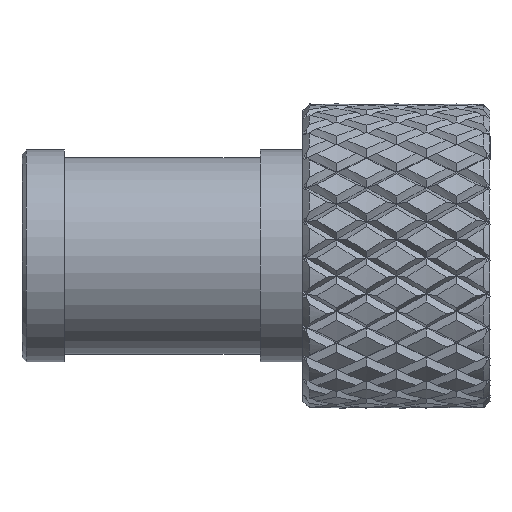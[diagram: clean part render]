
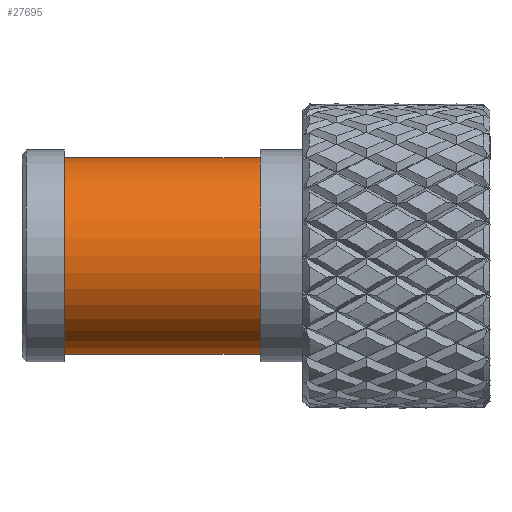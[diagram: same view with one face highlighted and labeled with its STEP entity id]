
A CAD part, top view. The second image highlights one B-rep face of the part: STEP entity #27695.
In plain terms, the highlighted cylindrical face has radius 2.943 mm (diameter 5.886 mm), a partial arc.
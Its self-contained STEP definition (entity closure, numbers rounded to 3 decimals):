
#2406 = ORIENTED_EDGE ( 'NONE', *, *, #44123, .F. ) ;
#3328 = CARTESIAN_POINT ( 'NONE',  ( -5.731, 0., 0. ) ) ;
#4303 = AXIS2_PLACEMENT_3D ( 'NONE', #23692, #17115, #13860 ) ;
#6334 = CARTESIAN_POINT ( 'NONE',  ( 0.124, 2.943, 0. ) ) ;
#6926 = VECTOR ( 'NONE', #34488, 1000. ) ;
#7918 = CARTESIAN_POINT ( 'NONE',  ( 0.124, -2.943, 0. ) ) ;
#13860 = DIRECTION ( 'NONE',  ( 0., -1., 0. ) ) ;
#17115 = DIRECTION ( 'NONE',  ( -1., 0., 0. ) ) ;
#17453 = ORIENTED_EDGE ( 'NONE', *, *, #21711, .F. ) ;
#17639 = AXIS2_PLACEMENT_3D ( 'NONE', #22498, #30244, #36820 ) ;
#17962 = EDGE_LOOP ( 'NONE', ( #25020, #37170, #2406, #17453 ) ) ;
#19393 = VERTEX_POINT ( 'NONE', #35299 ) ;
#19469 = EDGE_CURVE ( 'NONE', #40634, #29224, #31957, .T. ) ;
#20869 = DIRECTION ( 'NONE',  ( 0., -1., 0. ) ) ;
#21711 = EDGE_CURVE ( 'NONE', #40634, #33025, #31205, .T. ) ;
#22498 = CARTESIAN_POINT ( 'NONE',  ( -7., 0., 0. ) ) ;
#23692 = CARTESIAN_POINT ( 'NONE',  ( 0.124, 0., 0. ) ) ;
#24405 = CARTESIAN_POINT ( 'NONE',  ( -7., 2.943, 0. ) ) ;
#24469 = CIRCLE ( 'NONE', #27473, 2.943 ) ;
#25020 = ORIENTED_EDGE ( 'NONE', *, *, #19469, .T. ) ;
#25095 = DIRECTION ( 'NONE',  ( -1., 0., 0. ) ) ;
#26237 = EDGE_CURVE ( 'NONE', #29224, #19393, #42672, .T. ) ;
#26246 = CARTESIAN_POINT ( 'NONE',  ( -5.731, -2.943, 0. ) ) ;
#27473 = AXIS2_PLACEMENT_3D ( 'NONE', #3328, #28616, #20869 ) ;
#27695 = ADVANCED_FACE ( 'NONE', ( #29323 ), #40776, .T. ) ;
#28616 = DIRECTION ( 'NONE',  ( -1., 0., 0. ) ) ;
#28854 = VECTOR ( 'NONE', #25095, 1000. ) ;
#29224 = VERTEX_POINT ( 'NONE', #6334 ) ;
#29323 = FACE_OUTER_BOUND ( 'NONE', #17962, .T. ) ;
#30244 = DIRECTION ( 'NONE',  ( -1., 0., 0. ) ) ;
#31205 = LINE ( 'NONE', #34267, #6926 ) ;
#31957 = CIRCLE ( 'NONE', #4303, 2.943 ) ;
#33025 = VERTEX_POINT ( 'NONE', #26246 ) ;
#34267 = CARTESIAN_POINT ( 'NONE',  ( -7., -2.943, 0. ) ) ;
#34488 = DIRECTION ( 'NONE',  ( -1., 0., 0. ) ) ;
#35299 = CARTESIAN_POINT ( 'NONE',  ( -5.731, 2.943, 0. ) ) ;
#36820 = DIRECTION ( 'NONE',  ( 0., -1., 0. ) ) ;
#37170 = ORIENTED_EDGE ( 'NONE', *, *, #26237, .T. ) ;
#40634 = VERTEX_POINT ( 'NONE', #7918 ) ;
#40776 = CYLINDRICAL_SURFACE ( 'NONE', #17639, 2.943 ) ;
#42672 = LINE ( 'NONE', #24405, #28854 ) ;
#44123 = EDGE_CURVE ( 'NONE', #33025, #19393, #24469, .T. ) ;
